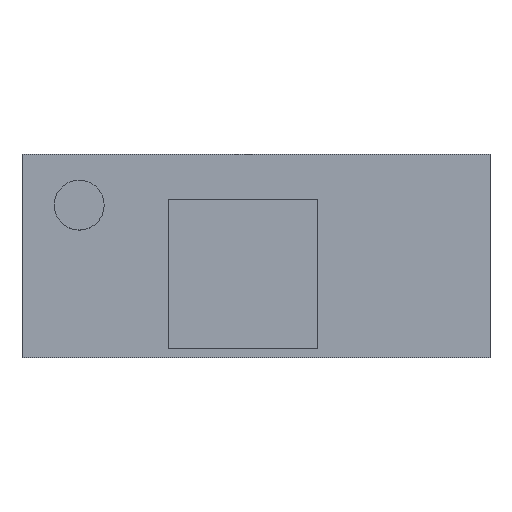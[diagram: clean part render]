
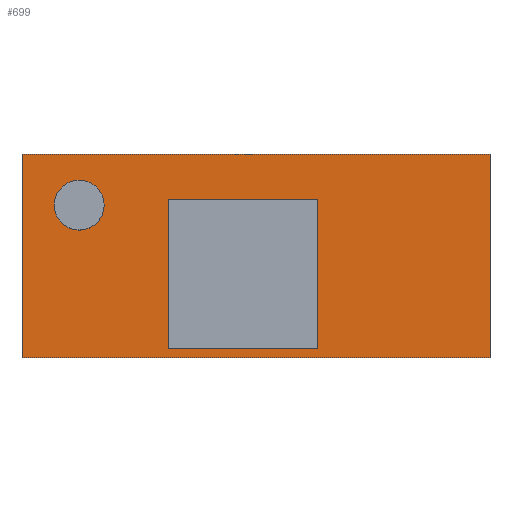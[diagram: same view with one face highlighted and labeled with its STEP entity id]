
A CAD part, top view. The second image highlights one B-rep face of the part: STEP entity #699.
In plain terms, the highlighted planar face has unit normal (0, 0, 1).
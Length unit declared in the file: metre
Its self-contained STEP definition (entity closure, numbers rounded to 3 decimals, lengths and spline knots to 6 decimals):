
#73=LINE('',#1366,#121);
#77=LINE('',#1374,#125);
#80=LINE('',#1380,#128);
#82=LINE('',#1383,#130);
#121=VECTOR('',#1178,1.);
#125=VECTOR('',#1184,1.);
#128=VECTOR('',#1189,1.);
#130=VECTOR('',#1193,1.);
#177=PLANE('',#984);
#319=ORIENTED_EDGE('',*,*,#391,.F.);
#320=ORIENTED_EDGE('',*,*,#395,.T.);
#321=ORIENTED_EDGE('',*,*,#398,.T.);
#322=ORIENTED_EDGE('',*,*,#400,.F.);
#391=EDGE_CURVE('',#453,#454,#73,.T.);
#395=EDGE_CURVE('',#453,#456,#77,.T.);
#398=EDGE_CURVE('',#456,#458,#80,.T.);
#400=EDGE_CURVE('',#454,#458,#82,.T.);
#453=VERTEX_POINT('',#1365);
#454=VERTEX_POINT('',#1367);
#456=VERTEX_POINT('',#1373);
#458=VERTEX_POINT('',#1379);
#559=EDGE_LOOP('',(#319,#320,#321,#322));
#635=FACE_BOUND('',#559,.T.);
#699=ADVANCED_FACE('',(#635),#177,.T.);
#984=AXIS2_PLACEMENT_3D('',#1384,#1194,#1195);
#1178=DIRECTION('',(1.,0.,0.));
#1184=DIRECTION('',(0.,-1.,0.));
#1189=DIRECTION('',(1.,0.,0.));
#1193=DIRECTION('',(0.,-1.,0.));
#1194=DIRECTION('',(0.,0.,1.));
#1195=DIRECTION('',(1.,0.,0.));
#1365=CARTESIAN_POINT('',(-0.031,0.0135,0.0016));
#1366=CARTESIAN_POINT('',(0.,0.0135,0.0016));
#1367=CARTESIAN_POINT('',(0.031,0.0135,0.0016));
#1373=CARTESIAN_POINT('',(-0.031,-0.0135,0.0016));
#1374=CARTESIAN_POINT('',(-0.031,0.,0.0016));
#1379=CARTESIAN_POINT('',(0.031,-0.0135,0.0016));
#1380=CARTESIAN_POINT('',(0.,-0.0135,0.0016));
#1383=CARTESIAN_POINT('',(0.031,0.,0.0016));
#1384=CARTESIAN_POINT('',(0.,0.,0.0016));
